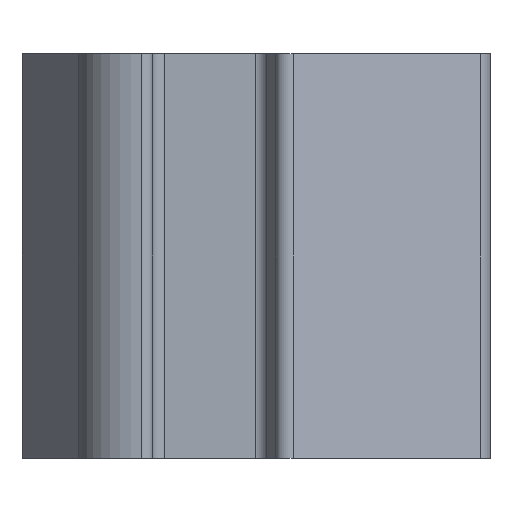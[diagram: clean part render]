
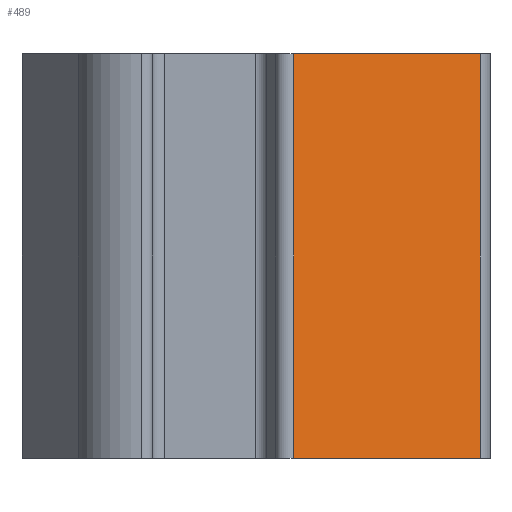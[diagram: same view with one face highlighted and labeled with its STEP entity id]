
A CAD part, left-side view. The second image highlights one B-rep face of the part: STEP entity #489.
In plain terms, the highlighted planar face has unit normal (-0.845, -0.535, 0).
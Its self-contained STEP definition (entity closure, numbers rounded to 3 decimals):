
#20=PLANE('',#553);
#42=FACE_OUTER_BOUND('',#68,.T.);
#68=EDGE_LOOP('',(#374,#375,#376,#377));
#85=LINE('',#752,#131);
#106=LINE('',#818,#152);
#107=LINE('',#820,#153);
#108=LINE('',#821,#154);
#131=VECTOR('',#598,1000.);
#152=VECTOR('',#667,1000.);
#153=VECTOR('',#668,1000.);
#154=VECTOR('',#669,1000.);
#207=VERTEX_POINT('',#746);
#209=VERTEX_POINT('',#750);
#230=VERTEX_POINT('',#817);
#231=VERTEX_POINT('',#819);
#257=EDGE_CURVE('',#207,#209,#85,.T.);
#290=EDGE_CURVE('',#209,#230,#106,.T.);
#291=EDGE_CURVE('',#231,#230,#107,.T.);
#292=EDGE_CURVE('',#207,#231,#108,.T.);
#374=ORIENTED_EDGE('',*,*,#290,.T.);
#375=ORIENTED_EDGE('',*,*,#291,.F.);
#376=ORIENTED_EDGE('',*,*,#292,.F.);
#377=ORIENTED_EDGE('',*,*,#257,.T.);
#489=ADVANCED_FACE('',(#42),#20,.F.);
#553=AXIS2_PLACEMENT_3D('',#816,#665,#666);
#598=DIRECTION('',(0.,0.,-1.));
#665=DIRECTION('center_axis',(0.845,0.535,0.));
#666=DIRECTION('ref_axis',(-0.535,0.845,0.));
#667=DIRECTION('',(0.535,-0.845,0.));
#668=DIRECTION('',(0.,0.,-1.));
#669=DIRECTION('',(0.535,-0.845,0.));
#746=CARTESIAN_POINT('',(-3.336,4.86,-490.));
#750=CARTESIAN_POINT('',(-3.336,4.86,-500.));
#752=CARTESIAN_POINT('',(-3.336,4.86,500.));
#816=CARTESIAN_POINT('Origin',(-0.412,0.245,500.));
#817=CARTESIAN_POINT('',(-0.412,0.245,-500.));
#818=CARTESIAN_POINT('',(-0.412,0.245,-500.));
#819=CARTESIAN_POINT('',(-0.412,0.245,-490.));
#820=CARTESIAN_POINT('',(-0.412,0.245,500.));
#821=CARTESIAN_POINT('',(-0.412,0.245,-490.));
